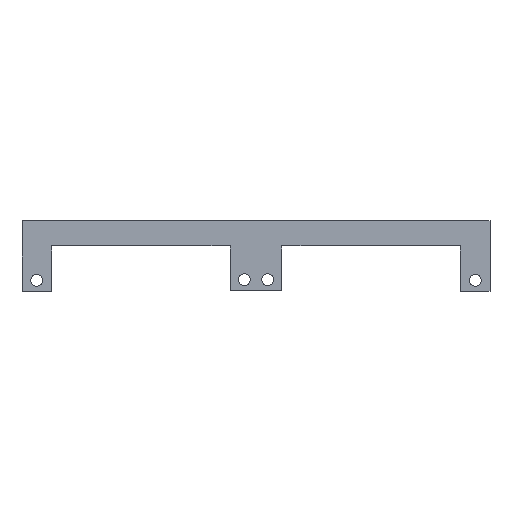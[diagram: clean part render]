
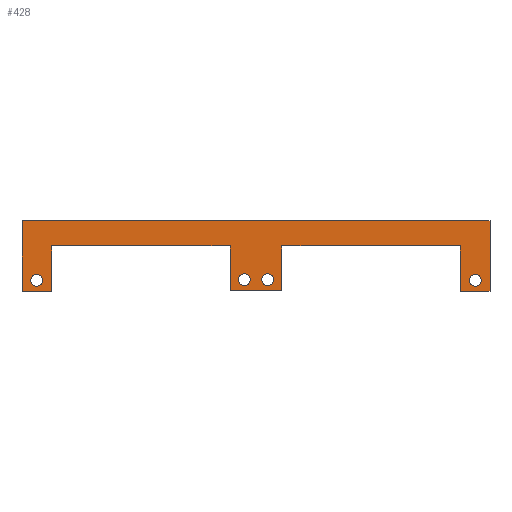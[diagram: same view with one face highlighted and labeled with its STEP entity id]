
A CAD part, top view. The second image highlights one B-rep face of the part: STEP entity #428.
In plain terms, the highlighted planar face has unit normal (0, 0, 1).
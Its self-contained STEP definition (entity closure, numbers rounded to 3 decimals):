
#104=CIRCLE('',#443,2.54);
#106=CIRCLE('',#446,2.54);
#108=CIRCLE('',#449,2.54);
#110=CIRCLE('',#452,2.54);
#116=VERTEX_POINT('',#532);
#117=VERTEX_POINT('',#533);
#120=VERTEX_POINT('',#541);
#122=VERTEX_POINT('',#547);
#124=VERTEX_POINT('',#553);
#126=VERTEX_POINT('',#559);
#128=VERTEX_POINT('',#565);
#130=VERTEX_POINT('',#571);
#132=VERTEX_POINT('',#577);
#134=VERTEX_POINT('',#583);
#136=VERTEX_POINT('',#589);
#138=VERTEX_POINT('',#595);
#140=VERTEX_POINT('',#604);
#142=VERTEX_POINT('',#609);
#144=VERTEX_POINT('',#614);
#146=VERTEX_POINT('',#619);
#148=VECTOR('',#457,1.);
#152=VECTOR('',#462,1.);
#155=VECTOR('',#466,1.);
#158=VECTOR('',#470,1.);
#161=VECTOR('',#474,1.);
#164=VECTOR('',#478,1.);
#167=VECTOR('',#482,1.);
#170=VECTOR('',#486,1.);
#173=VECTOR('',#490,1.);
#176=VECTOR('',#494,1.);
#179=VECTOR('',#498,1.);
#182=VECTOR('',#502,1.);
#184=LINE('',#531,#148);
#188=LINE('',#540,#152);
#191=LINE('',#546,#155);
#194=LINE('',#552,#158);
#197=LINE('',#558,#161);
#200=LINE('',#564,#164);
#203=LINE('',#570,#167);
#206=LINE('',#576,#170);
#209=LINE('',#582,#173);
#212=LINE('',#588,#176);
#215=LINE('',#594,#179);
#218=LINE('',#600,#182);
#220=EDGE_CURVE('',#116,#117,#184,.T.);
#224=EDGE_CURVE('',#117,#120,#188,.T.);
#227=EDGE_CURVE('',#120,#122,#191,.T.);
#230=EDGE_CURVE('',#122,#124,#194,.T.);
#233=EDGE_CURVE('',#124,#126,#197,.T.);
#236=EDGE_CURVE('',#126,#128,#200,.T.);
#239=EDGE_CURVE('',#128,#130,#203,.T.);
#242=EDGE_CURVE('',#130,#132,#206,.T.);
#245=EDGE_CURVE('',#132,#134,#209,.T.);
#248=EDGE_CURVE('',#134,#136,#212,.T.);
#251=EDGE_CURVE('',#136,#138,#215,.T.);
#254=EDGE_CURVE('',#138,#116,#218,.T.);
#256=EDGE_CURVE('',#140,#140,#104,.T.);
#258=EDGE_CURVE('',#142,#142,#106,.T.);
#260=EDGE_CURVE('',#144,#144,#108,.T.);
#262=EDGE_CURVE('',#146,#146,#110,.T.);
#320=ORIENTED_EDGE('',*,*,#262,.F.);
#321=ORIENTED_EDGE('',*,*,#260,.F.);
#322=ORIENTED_EDGE('',*,*,#258,.F.);
#323=ORIENTED_EDGE('',*,*,#256,.F.);
#324=ORIENTED_EDGE('',*,*,#220,.F.);
#325=ORIENTED_EDGE('',*,*,#254,.F.);
#326=ORIENTED_EDGE('',*,*,#251,.F.);
#327=ORIENTED_EDGE('',*,*,#248,.F.);
#328=ORIENTED_EDGE('',*,*,#245,.F.);
#329=ORIENTED_EDGE('',*,*,#242,.F.);
#330=ORIENTED_EDGE('',*,*,#239,.F.);
#331=ORIENTED_EDGE('',*,*,#236,.F.);
#332=ORIENTED_EDGE('',*,*,#233,.F.);
#333=ORIENTED_EDGE('',*,*,#230,.F.);
#334=ORIENTED_EDGE('',*,*,#227,.F.);
#335=ORIENTED_EDGE('',*,*,#224,.F.);
#372=EDGE_LOOP('',(#320));
#373=EDGE_LOOP('',(#321));
#374=EDGE_LOOP('',(#322));
#375=EDGE_LOOP('',(#323));
#376=EDGE_LOOP('',(#324,#325,#326,#327,#328,#329,#330,#331,#332,#333,#334,
#335));
#402=FACE_BOUND('',#372,.T.);
#403=FACE_BOUND('',#373,.T.);
#404=FACE_BOUND('',#374,.T.);
#405=FACE_BOUND('',#375,.T.);
#406=FACE_BOUND('',#376,.T.);
#428=ADVANCED_FACE('',(#402,#403,#404,#405,#406),#636,.T.);
#443=AXIS2_PLACEMENT_3D('',#603,#506,#507);
#446=AXIS2_PLACEMENT_3D('',#608,#512,#513);
#449=AXIS2_PLACEMENT_3D('',#613,#518,#519);
#452=AXIS2_PLACEMENT_3D('',#618,#524,#525);
#454=AXIS2_PLACEMENT_3D('',#622,#528,$);
#457=DIRECTION('',(0.,-1.,0.));
#462=DIRECTION('',(-1.,0.,0.));
#466=DIRECTION('',(0.,1.,0.));
#470=DIRECTION('',(-1.,0.,0.));
#474=DIRECTION('',(0.,-1.,0.));
#478=DIRECTION('',(-1.,0.,0.));
#482=DIRECTION('',(0.,1.,0.));
#486=DIRECTION('',(-1.,0.,0.));
#490=DIRECTION('',(0.,-1.,0.));
#494=DIRECTION('',(-1.,0.,0.));
#498=DIRECTION('',(0.,1.,0.));
#502=DIRECTION('',(1.,0.,0.));
#506=DIRECTION('',(0.,0.,1.));
#507=DIRECTION('',(2.54,0.,0.));
#512=DIRECTION('',(0.,0.,1.));
#513=DIRECTION('',(2.54,0.,0.));
#518=DIRECTION('',(0.,0.,1.));
#519=DIRECTION('',(2.54,0.,0.));
#524=DIRECTION('',(0.,0.,1.));
#525=DIRECTION('',(2.54,0.,0.));
#528=DIRECTION('',(0.,0.,1.));
#531=CARTESIAN_POINT('',(104.969,10.847,1.27));
#532=CARTESIAN_POINT('',(104.969,41.327,1.27));
#533=CARTESIAN_POINT('',(104.969,10.847,1.27));
#540=CARTESIAN_POINT('',(92.269,10.847,1.27));
#541=CARTESIAN_POINT('',(92.269,10.847,1.27));
#546=CARTESIAN_POINT('',(92.269,30.405,1.27));
#547=CARTESIAN_POINT('',(92.269,30.405,1.27));
#552=CARTESIAN_POINT('',(15.561,30.405,1.27));
#553=CARTESIAN_POINT('',(15.561,30.405,1.27));
#558=CARTESIAN_POINT('',(15.561,11.101,1.27));
#559=CARTESIAN_POINT('',(15.561,11.101,1.27));
#564=CARTESIAN_POINT('',(-6.74,11.101,1.27));
#565=CARTESIAN_POINT('',(-6.74,11.101,1.27));
#570=CARTESIAN_POINT('',(-6.74,30.405,1.27));
#571=CARTESIAN_POINT('',(-6.74,30.405,1.27));
#576=CARTESIAN_POINT('',(-83.448,30.405,1.27));
#577=CARTESIAN_POINT('',(-83.448,30.405,1.27));
#582=CARTESIAN_POINT('',(-83.448,10.847,1.27));
#583=CARTESIAN_POINT('',(-83.448,10.847,1.27));
#588=CARTESIAN_POINT('',(-96.148,10.847,1.27));
#589=CARTESIAN_POINT('',(-96.148,10.847,1.27));
#594=CARTESIAN_POINT('',(-96.148,41.327,1.27));
#595=CARTESIAN_POINT('',(-96.148,41.327,1.27));
#600=CARTESIAN_POINT('',(104.969,41.327,1.27));
#603=CARTESIAN_POINT('',(9.389,15.927,1.27));
#604=CARTESIAN_POINT('',(11.929,15.927,1.27));
#608=CARTESIAN_POINT('',(-0.568,15.927,1.27));
#609=CARTESIAN_POINT('',(1.972,15.927,1.27));
#613=CARTESIAN_POINT('',(-89.798,15.673,1.27));
#614=CARTESIAN_POINT('',(-87.258,15.673,1.27));
#618=CARTESIAN_POINT('',(98.619,15.673,1.27));
#619=CARTESIAN_POINT('',(101.159,15.673,1.27));
#622=CARTESIAN_POINT('',(4.411,30.868,1.27));
#636=PLANE('',#454);
